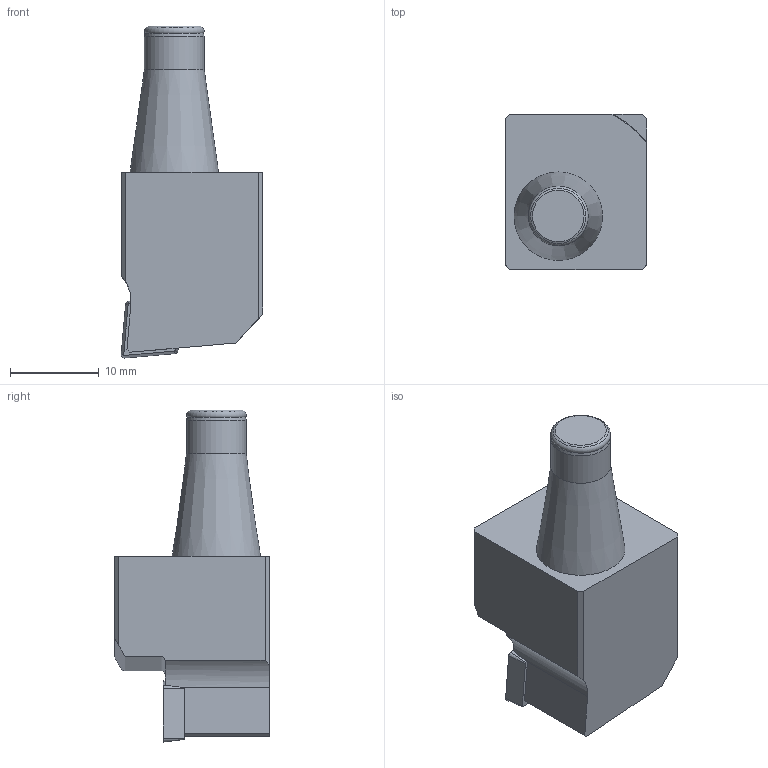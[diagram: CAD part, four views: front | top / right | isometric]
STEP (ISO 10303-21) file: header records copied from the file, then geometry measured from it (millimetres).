
FILE_DESCRIPTION(/* description */ (''),/* implementation_level */ '2;1');
FILE_NAME(/* name */ '1724905505755.stp',/* time_stamp */ '2024-08-29T09:55:16+05:00',/* author */ (''),/* organization */ ('SMS'),/* preprocessor_version */ 'ST-DEVELOPER v16.7',/* originating_system */ 'SIEMENS PLM Software NX 12.0',/* authorisation */ '');
FILE_SCHEMA (('AUTOMOTIVE_DESIGN { 1 0 10303 214 3 1 1 1 }'));
Length unit declared in the file: millimetre
Products named in the file (4): 202132603mod000_00; ASSEMBLY_CONSTRUCTION; 205388983mod000_00; 205388984mod000_00
Assembly tree (3 placements, depth 2):
  205388984mod000_00
    205388983mod000_00
    ASSEMBLY_CONSTRUCTION
    202132603mod000_00
Bounding box: 16 x 17.5 x 37.5 mm (x, y, z)
Volume: 5443.5 mm3; surface area: 2226.7 mm2
Topology: 2 solids, 2 shells, 56 faces, 142 edges, 104 vertices
Faces by surface type: plane 32, cone 11, cylinder 7, torus 5, sphere 1
Full cylindrical faces by diameter (mm): 2.8 x2, 6.75 x1
Entity records: 1825 total; most frequent: CARTESIAN_POINT 346, DIRECTION 290, ORIENTED_EDGE 240, EDGE_CURVE 120, AXIS2_PLACEMENT_3D 106, VERTEX_POINT 85, LINE 78, VECTOR 78
